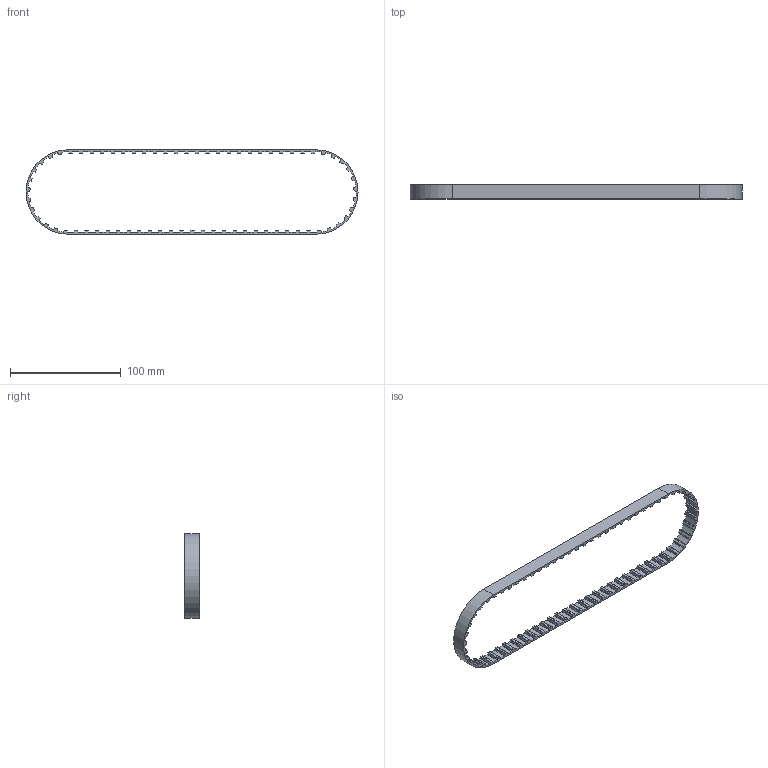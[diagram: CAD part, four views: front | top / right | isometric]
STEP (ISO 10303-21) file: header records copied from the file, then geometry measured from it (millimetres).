
FILE_DESCRIPTION (( 'STEP AP214' ), '1' );
FILE_NAME ('270L050NG.step', '2015-04-08T22:54:54', ( '' ), ( '' ), 'SwSTEP 2.0', 'SolidWorks 2014', '' );
FILE_SCHEMA (( 'AUTOMOTIVE_DESIGN' ));
Length unit declared in the file: inch
Products named in the file (1): 270L050NG
Bounding box: 299.41 x 12.7 x 76.2 mm (x, y, z)
Volume: 19977.3 mm3; surface area: 22506.2 mm2
Topology: 1 solids, 1 shells, 591 faces, 1767 edges, 1178 vertices
Faces by surface type: cylinder 326, plane 265
Entity records: 20157 total; most frequent: DIRECTION 3603, CARTESIAN_POINT 3537, ORIENTED_EDGE 3534, EDGE_CURVE 1767, AXIS2_PLACEMENT_3D 1244, VERTEX_POINT 1178, VECTOR 1115, LINE 1115
